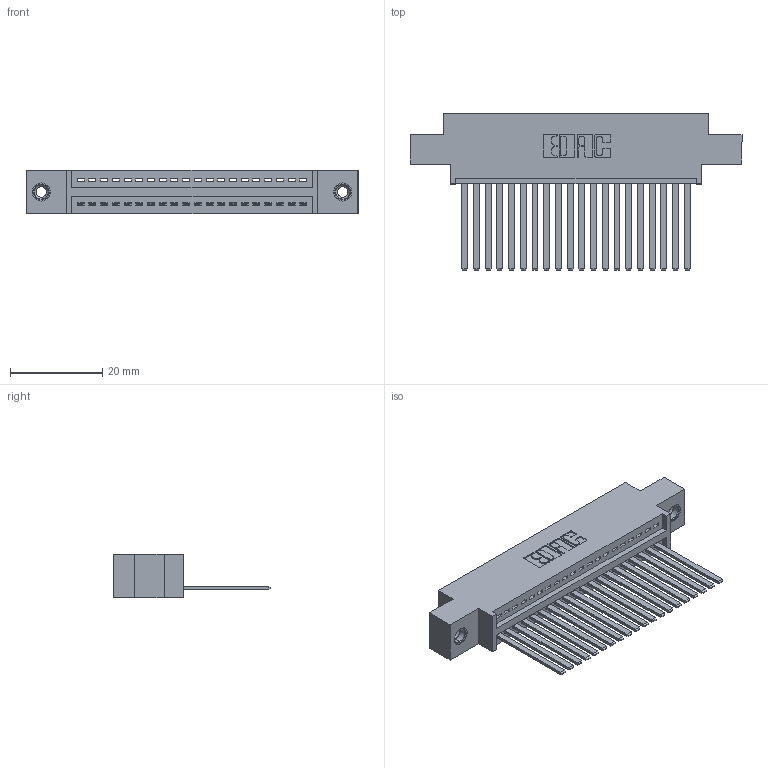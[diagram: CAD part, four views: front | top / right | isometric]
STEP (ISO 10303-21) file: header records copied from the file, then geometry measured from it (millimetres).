
FILE_DESCRIPTION (( 'STEP AP203' ), '1' );
FILE_NAME ('395-020-544-608.STEP', '2018-11-07T18:39:06', ( '' ), ( '' ), 'SwSTEP 2.0', 'SolidWorks 2016', '' );
FILE_SCHEMA (( 'CONFIG_CONTROL_DESIGN' ));
Length unit declared in the file: inch
Products named in the file (4): 345-250-001_345-250-003-102; 345-292-001_345-293-144; 345 Part_0.170 Offset - 0.156 Dia-TI; 395-020-544-608
Assembly tree (23 placements, depth 2):
  395-020-544-608
    345 Part_0.170 Offset - 0.156 Dia-TI
    345-292-001_345-293-144  x20
    345-250-001_345-250-003-102  x2
Bounding box: 72.01 x 33.96 x 9.4 mm (x, y, z)
Volume: 6771 mm3; surface area: 9540.1 mm2
Topology: 23 solids, 23 shells, 1230 faces, 3649 edges, 2398 vertices
Faces by surface type: plane 836, cylinder 378, cone 12, torus 4
Entity records: 19148 total; most frequent: CARTESIAN_POINT 3299, ORIENTED_EDGE 3246, DIRECTION 2937, EDGE_CURVE 1623, LINE 1395, VECTOR 1395, VERTEX_POINT 1076, AXIS2_PLACEMENT_3D 771
